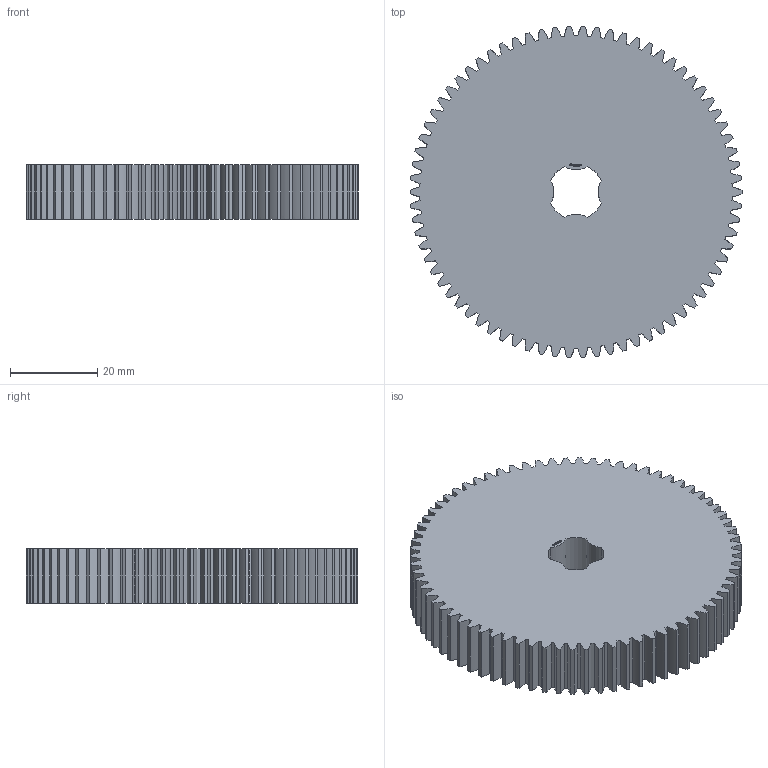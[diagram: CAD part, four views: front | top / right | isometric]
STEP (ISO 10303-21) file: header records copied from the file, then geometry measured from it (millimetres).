
FILE_DESCRIPTION(('FreeCAD Model'),'2;1');
FILE_NAME('Open CASCADE Shape Model','2024-03-10T23:17:59',(''),(''), 'Open CASCADE STEP processor 7.6','FreeCAD','Unknown');
FILE_SCHEMA(('AUTOMOTIVE_DESIGN { 1 0 10303 214 1 1 1 1 }'));
Products named in the file (1): Gear Wheel PLN TTH74 BU01.00 SFT-SHD - SPN-GWH-0276 (stemfie.org)
Bounding box: 76 x 75.96 x 12.5 mm (x, y, z)
Volume: 52178.5 mm3; surface area: 14714.9 mm2
Topology: 1 solids, 1 shells, 763 faces, 2193 edges, 1462 vertices
Faces by surface type: extrusion 438, plane 317, cylinder 8
Entity records: 72548 total; most frequent: CARTESIAN_POINT 26515, DIRECTION 5933, VECTOR 5233, LINE 4795, ORIENTED_EDGE 4386, PCURVE 4386, DEFINITIONAL_REPRESENTATION 4386, EDGE_CURVE 2193
